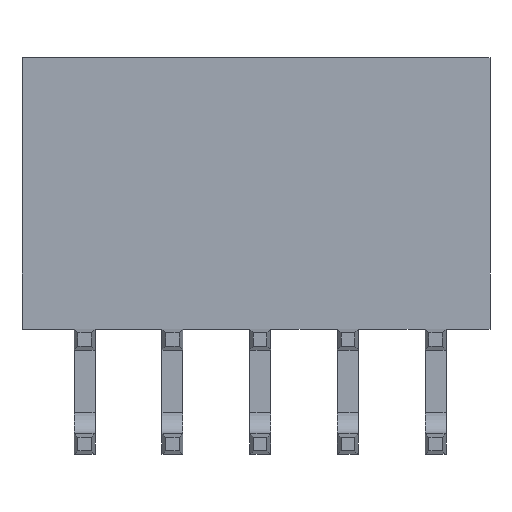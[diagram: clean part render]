
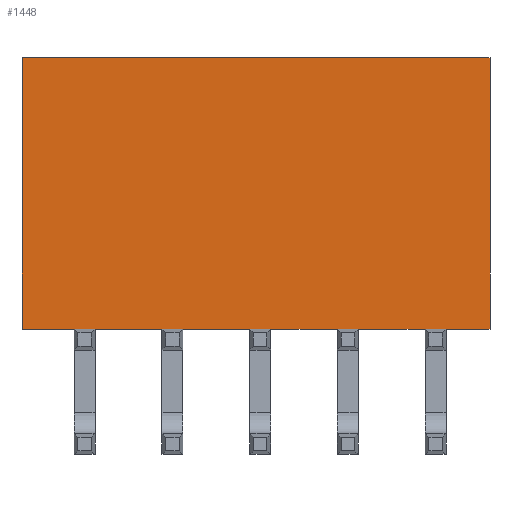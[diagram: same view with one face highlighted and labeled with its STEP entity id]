
A CAD part, front view. The second image highlights one B-rep face of the part: STEP entity #1448.
In plain terms, the highlighted planar face has unit normal (0, -1, 0).
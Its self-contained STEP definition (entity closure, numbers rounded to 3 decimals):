
#116 = EDGE_CURVE ( 'NONE', #954, #3573, #5181, .T. ) ;
#124 = EDGE_CURVE ( 'NONE', #814, #1213, #4527, .T. ) ;
#162 = VERTEX_POINT ( 'NONE', #406 ) ;
#227 = CARTESIAN_POINT ( 'NONE',  ( 0., 0., 0. ) ) ;
#250 = CARTESIAN_POINT ( 'NONE',  ( 0., 0., 0. ) ) ;
#321 = CARTESIAN_POINT ( 'NONE',  ( 0., 0., 0. ) ) ;
#335 = AXIS2_PLACEMENT_3D ( 'NONE', #1549, #1507, #1980 ) ;
#349 = VECTOR ( 'NONE', #3831, 1000. ) ;
#357 = VERTEX_POINT ( 'NONE', #4493 ) ;
#406 = CARTESIAN_POINT ( 'NONE',  ( 22.4, 0., 13. ) ) ;
#445 = LINE ( 'NONE', #3413, #3491 ) ;
#587 = EDGE_CURVE ( 'NONE', #357, #814, #1235, .T. ) ;
#592 = ORIENTED_EDGE ( 'NONE', *, *, #5377, .F. ) ;
#704 = VECTOR ( 'NONE', #1365, 1000. ) ;
#767 = DIRECTION ( 'NONE',  ( -1., 0., 0. ) ) ;
#777 = VECTOR ( 'NONE', #1094, 1000. ) ;
#782 = ORIENTED_EDGE ( 'NONE', *, *, #4442, .F. ) ;
#814 = VERTEX_POINT ( 'NONE', #2295 ) ;
#954 = VERTEX_POINT ( 'NONE', #3679 ) ;
#1011 = CARTESIAN_POINT ( 'NONE',  ( 0., 0., 1. ) ) ;
#1069 = EDGE_CURVE ( 'NONE', #2762, #162, #3127, .T. ) ;
#1070 = ORIENTED_EDGE ( 'NONE', *, *, #2345, .F. ) ;
#1094 = DIRECTION ( 'NONE',  ( -1., 0., 0. ) ) ;
#1154 = LINE ( 'NONE', #1011, #3845 ) ;
#1174 = ORIENTED_EDGE ( 'NONE', *, *, #4924, .T. ) ;
#1213 = VERTEX_POINT ( 'NONE', #2483 ) ;
#1235 = LINE ( 'NONE', #2471, #349 ) ;
#1324 = EDGE_CURVE ( 'NONE', #2631, #4464, #445, .T. ) ;
#1334 = FACE_OUTER_BOUND ( 'NONE', #2044, .T. ) ;
#1365 = DIRECTION ( 'NONE',  ( -1., 0., 0. ) ) ;
#1425 = CARTESIAN_POINT ( 'NONE',  ( 22.4, 0., 0. ) ) ;
#1448 = ADVANCED_FACE ( 'NONE', ( #1334 ), #4886, .T. ) ;
#1507 = DIRECTION ( 'NONE',  ( 0., -1., 0. ) ) ;
#1511 = ORIENTED_EDGE ( 'NONE', *, *, #1864, .F. ) ;
#1549 = CARTESIAN_POINT ( 'NONE',  ( 22.4, 0., 1. ) ) ;
#1791 = CARTESIAN_POINT ( 'NONE',  ( 22.4, 0., 0. ) ) ;
#1862 = VECTOR ( 'NONE', #3543, 1000. ) ;
#1864 = EDGE_CURVE ( 'NONE', #3798, #2631, #4688, .T. ) ;
#1928 = LINE ( 'NONE', #1791, #3102 ) ;
#1935 = CARTESIAN_POINT ( 'NONE',  ( 22.4, 0., 1. ) ) ;
#1962 = EDGE_CURVE ( 'NONE', #2883, #2583, #2975, .T. ) ;
#1980 = DIRECTION ( 'NONE',  ( 0., 0., -1. ) ) ;
#2044 = EDGE_LOOP ( 'NONE', ( #1511, #782, #2995, #1174, #4734, #592, #4731, #1070, #2937, #3943, #5004, #2908, #4127, #4512 ) ) ;
#2199 = CARTESIAN_POINT ( 'NONE',  ( 0., 0., 13. ) ) ;
#2231 = CARTESIAN_POINT ( 'NONE',  ( 22.4, 0., 0. ) ) ;
#2295 = CARTESIAN_POINT ( 'NONE',  ( 10.9, 0., 0. ) ) ;
#2315 = LINE ( 'NONE', #250, #2385 ) ;
#2330 = VECTOR ( 'NONE', #4893, 1000. ) ;
#2345 = EDGE_CURVE ( 'NONE', #1213, #954, #4683, .T. ) ;
#2385 = VECTOR ( 'NONE', #2668, 1000. ) ;
#2392 = LINE ( 'NONE', #227, #1862 ) ;
#2398 = VECTOR ( 'NONE', #5160, 1000. ) ;
#2471 = CARTESIAN_POINT ( 'NONE',  ( 0., 0., 0. ) ) ;
#2483 = CARTESIAN_POINT ( 'NONE',  ( 7.7, 0., 0. ) ) ;
#2490 = DIRECTION ( 'NONE',  ( 1., 0., 0. ) ) ;
#2522 = VERTEX_POINT ( 'NONE', #3841 ) ;
#2583 = VERTEX_POINT ( 'NONE', #2990 ) ;
#2631 = VERTEX_POINT ( 'NONE', #5042 ) ;
#2661 = DIRECTION ( 'NONE',  ( -1., 0., 0. ) ) ;
#2668 = DIRECTION ( 'NONE',  ( -1., 0., 0. ) ) ;
#2762 = VERTEX_POINT ( 'NONE', #2199 ) ;
#2883 = VERTEX_POINT ( 'NONE', #5365 ) ;
#2908 = ORIENTED_EDGE ( 'NONE', *, *, #5346, .F. ) ;
#2937 = ORIENTED_EDGE ( 'NONE', *, *, #124, .F. ) ;
#2938 = DIRECTION ( 'NONE',  ( -1., 0., 0. ) ) ;
#2975 = LINE ( 'NONE', #1425, #777 ) ;
#2990 = CARTESIAN_POINT ( 'NONE',  ( 0., 0., 0. ) ) ;
#2995 = ORIENTED_EDGE ( 'NONE', *, *, #1069, .F. ) ;
#3049 = DIRECTION ( 'NONE',  ( -1., 0., 0. ) ) ;
#3102 = VECTOR ( 'NONE', #2938, 1000. ) ;
#3127 = LINE ( 'NONE', #4984, #4450 ) ;
#3135 = VECTOR ( 'NONE', #767, 1000. ) ;
#3196 = DIRECTION ( 'NONE',  ( -1., 0., 0. ) ) ;
#3413 = CARTESIAN_POINT ( 'NONE',  ( 0., 0., 0. ) ) ;
#3491 = VECTOR ( 'NONE', #3049, 1000. ) ;
#3508 = CARTESIAN_POINT ( 'NONE',  ( 22.4, 0., 0. ) ) ;
#3509 = LINE ( 'NONE', #3508, #2398 ) ;
#3543 = DIRECTION ( 'NONE',  ( -1., 0., 0. ) ) ;
#3555 = CARTESIAN_POINT ( 'NONE',  ( 22.4, 0., 0. ) ) ;
#3573 = VERTEX_POINT ( 'NONE', #4576 ) ;
#3610 = CARTESIAN_POINT ( 'NONE',  ( 16.1, 0., 0. ) ) ;
#3679 = CARTESIAN_POINT ( 'NONE',  ( 6.7, 0., 0. ) ) ;
#3798 = VERTEX_POINT ( 'NONE', #2231 ) ;
#3831 = DIRECTION ( 'NONE',  ( -1., 0., 0. ) ) ;
#3841 = CARTESIAN_POINT ( 'NONE',  ( 15.1, 0., 0. ) ) ;
#3845 = VECTOR ( 'NONE', #4311, 1000. ) ;
#3943 = ORIENTED_EDGE ( 'NONE', *, *, #587, .F. ) ;
#3981 = CARTESIAN_POINT ( 'NONE',  ( 22.4, 0., 0. ) ) ;
#4070 = VECTOR ( 'NONE', #3196, 1000. ) ;
#4127 = ORIENTED_EDGE ( 'NONE', *, *, #4913, .F. ) ;
#4311 = DIRECTION ( 'NONE',  ( 0., 0., -1. ) ) ;
#4442 = EDGE_CURVE ( 'NONE', #162, #3798, #5216, .T. ) ;
#4449 = CARTESIAN_POINT ( 'NONE',  ( 19.3, 0., 0. ) ) ;
#4450 = VECTOR ( 'NONE', #2490, 1000. ) ;
#4464 = VERTEX_POINT ( 'NONE', #4449 ) ;
#4493 = CARTESIAN_POINT ( 'NONE',  ( 11.9, 0., 0. ) ) ;
#4512 = ORIENTED_EDGE ( 'NONE', *, *, #1324, .F. ) ;
#4527 = LINE ( 'NONE', #3981, #3135 ) ;
#4576 = CARTESIAN_POINT ( 'NONE',  ( 3.5, 0., 0. ) ) ;
#4624 = VECTOR ( 'NONE', #2661, 1000. ) ;
#4683 = LINE ( 'NONE', #321, #704 ) ;
#4688 = LINE ( 'NONE', #4770, #4624 ) ;
#4731 = ORIENTED_EDGE ( 'NONE', *, *, #116, .F. ) ;
#4734 = ORIENTED_EDGE ( 'NONE', *, *, #1962, .F. ) ;
#4770 = CARTESIAN_POINT ( 'NONE',  ( 22.4, 0., 0. ) ) ;
#4886 = PLANE ( 'NONE',  #335 ) ;
#4893 = DIRECTION ( 'NONE',  ( 0., 0., -1. ) ) ;
#4913 = EDGE_CURVE ( 'NONE', #4464, #5130, #3509, .T. ) ;
#4924 = EDGE_CURVE ( 'NONE', #2762, #2583, #1154, .T. ) ;
#4984 = CARTESIAN_POINT ( 'NONE',  ( 0., 0., 13. ) ) ;
#5004 = ORIENTED_EDGE ( 'NONE', *, *, #5233, .F. ) ;
#5042 = CARTESIAN_POINT ( 'NONE',  ( 20.3, 0., 0. ) ) ;
#5130 = VERTEX_POINT ( 'NONE', #3610 ) ;
#5160 = DIRECTION ( 'NONE',  ( -1., 0., 0. ) ) ;
#5181 = LINE ( 'NONE', #3555, #4070 ) ;
#5216 = LINE ( 'NONE', #1935, #2330 ) ;
#5233 = EDGE_CURVE ( 'NONE', #2522, #357, #1928, .T. ) ;
#5346 = EDGE_CURVE ( 'NONE', #5130, #2522, #2392, .T. ) ;
#5365 = CARTESIAN_POINT ( 'NONE',  ( 2.5, 0., 0. ) ) ;
#5377 = EDGE_CURVE ( 'NONE', #3573, #2883, #2315, .T. ) ;
